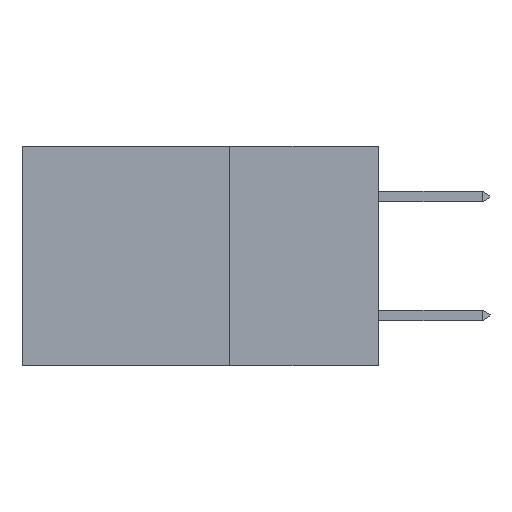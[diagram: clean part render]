
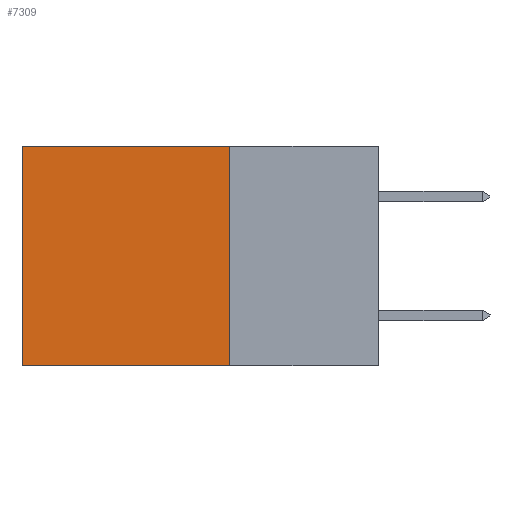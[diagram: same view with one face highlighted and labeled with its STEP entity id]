
A CAD part, left-side view. The second image highlights one B-rep face of the part: STEP entity #7309.
In plain terms, the highlighted planar face has unit normal (-1, 0, 0).
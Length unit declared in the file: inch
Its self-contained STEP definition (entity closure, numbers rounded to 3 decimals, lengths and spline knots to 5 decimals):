
#980 = ORIENTED_EDGE ( 'NONE', *, *, #6354, .T. ) ;
#1416 = VERTEX_POINT ( 'NONE', #18464 ) ;
#2839 = VECTOR ( 'NONE', #15651, 39.37008 ) ;
#3926 = EDGE_CURVE ( 'NONE', #29768, #23257, #9120, .T. ) ;
#4941 = VECTOR ( 'NONE', #27325, 39.37008 ) ;
#5547 = LINE ( 'NONE', #29676, #17386 ) ;
#6354 = EDGE_CURVE ( 'NONE', #21264, #1416, #15659, .T. ) ;
#7097 = ORIENTED_EDGE ( 'NONE', *, *, #3926, .F. ) ;
#7309 = ADVANCED_FACE ( 'NONE', ( #11692 ), #23855, .F. ) ;
#7682 = AXIS2_PLACEMENT_3D ( 'NONE', #24626, #23527, #23422 ) ;
#9120 = LINE ( 'NONE', #25850, #2839 ) ;
#9323 = VECTOR ( 'NONE', #19213, 39.37008 ) ;
#10240 = ORIENTED_EDGE ( 'NONE', *, *, #29262, .F. ) ;
#10406 = CARTESIAN_POINT ( 'NONE',  ( 0.298, 0.6, -0.37 ) ) ;
#11692 = FACE_OUTER_BOUND ( 'NONE', #14105, .T. ) ;
#13293 = ORIENTED_EDGE ( 'NONE', *, *, #22268, .T. ) ;
#14105 = EDGE_LOOP ( 'NONE', ( #13293, #7097, #10240, #980 ) ) ;
#15651 = DIRECTION ( 'NONE',  ( 0., 1., 0. ) ) ;
#15659 = LINE ( 'NONE', #22613, #9323 ) ;
#17386 = VECTOR ( 'NONE', #18411, 39.37008 ) ;
#17467 = CARTESIAN_POINT ( 'NONE',  ( 0.298, 0.25, -0.37 ) ) ;
#18411 = DIRECTION ( 'NONE',  ( 0., 0., -1. ) ) ;
#18464 = CARTESIAN_POINT ( 'NONE',  ( 0.298, 0.6, 0. ) ) ;
#18564 = CARTESIAN_POINT ( 'NONE',  ( 0.298, 0.25, 0. ) ) ;
#19213 = DIRECTION ( 'NONE',  ( 0., 1., 0. ) ) ;
#21264 = VERTEX_POINT ( 'NONE', #18564 ) ;
#22268 = EDGE_CURVE ( 'NONE', #1416, #23257, #5547, .T. ) ;
#22613 = CARTESIAN_POINT ( 'NONE',  ( 0.298, 0.25, 0. ) ) ;
#23257 = VERTEX_POINT ( 'NONE', #10406 ) ;
#23422 = DIRECTION ( 'NONE',  ( 0., 0., -1. ) ) ;
#23527 = DIRECTION ( 'NONE',  ( 1., 0., 0. ) ) ;
#23855 = PLANE ( 'NONE',  #7682 ) ;
#24626 = CARTESIAN_POINT ( 'NONE',  ( 0.298, 0.25, 0. ) ) ;
#25850 = CARTESIAN_POINT ( 'NONE',  ( 0.298, 0.25, -0.37 ) ) ;
#27240 = CARTESIAN_POINT ( 'NONE',  ( 0.298, 0.25, 0. ) ) ;
#27325 = DIRECTION ( 'NONE',  ( 0., 0., -1. ) ) ;
#29262 = EDGE_CURVE ( 'NONE', #21264, #29768, #29667, .T. ) ;
#29667 = LINE ( 'NONE', #27240, #4941 ) ;
#29676 = CARTESIAN_POINT ( 'NONE',  ( 0.298, 0.6, 0. ) ) ;
#29768 = VERTEX_POINT ( 'NONE', #17467 ) ;
